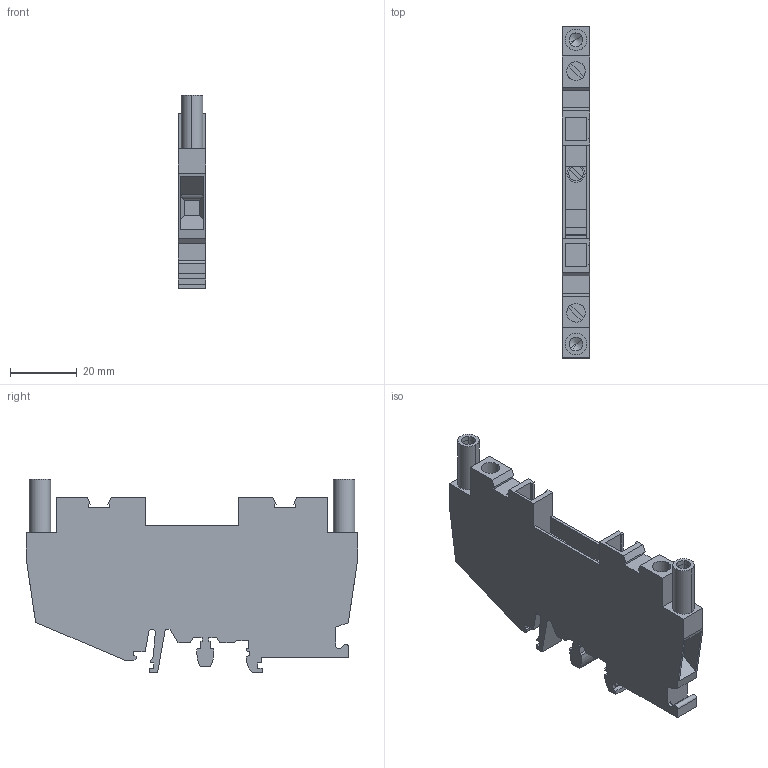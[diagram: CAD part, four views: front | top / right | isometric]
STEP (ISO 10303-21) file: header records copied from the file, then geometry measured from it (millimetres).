
FILE_DESCRIPTION(('Creo Elements/Direct Modeling STEP Export'),'2;1');
FILE_NAME('model.stp','2020-11-19T 0:08:04',(''),(''),'Creo Elements/Direct Modeling STEP processor for AP214 (Solid Model)','Creo Elements/Direct Modeling 20.1A 29-Sep-2018 (C) Parametric Technology GmbH','');
FILE_SCHEMA(('AUTOMOTIVE_DESIGN { 1 0 10303 214 1 1 1 1 }'));
Length unit declared in the file: millimetre
Products named in the file (2): URTK_SP_YE-select
Assembly tree (1 placements, depth 2):
  URTK_SP_YE-select
    URTK_SP_YE-select
Bounding box: 8.15 x 99.4 x 57.9 mm (x, y, z)
Volume: 27685.8 mm3; surface area: 14767.2 mm2
Topology: 1 solids, 1 shells, 200 faces, 557 edges, 365 vertices
Faces by surface type: plane 168, cylinder 28, cone 4
Entity records: 7689 total; most frequent: ORIENTED_EDGE 1106, CARTESIAN_POINT 1066, DIRECTION 934, EDGE_CURVE 553, VECTOR 468, LINE 468, VERTEX_POINT 365, AXIS2_PLACEMENT_3D 233
